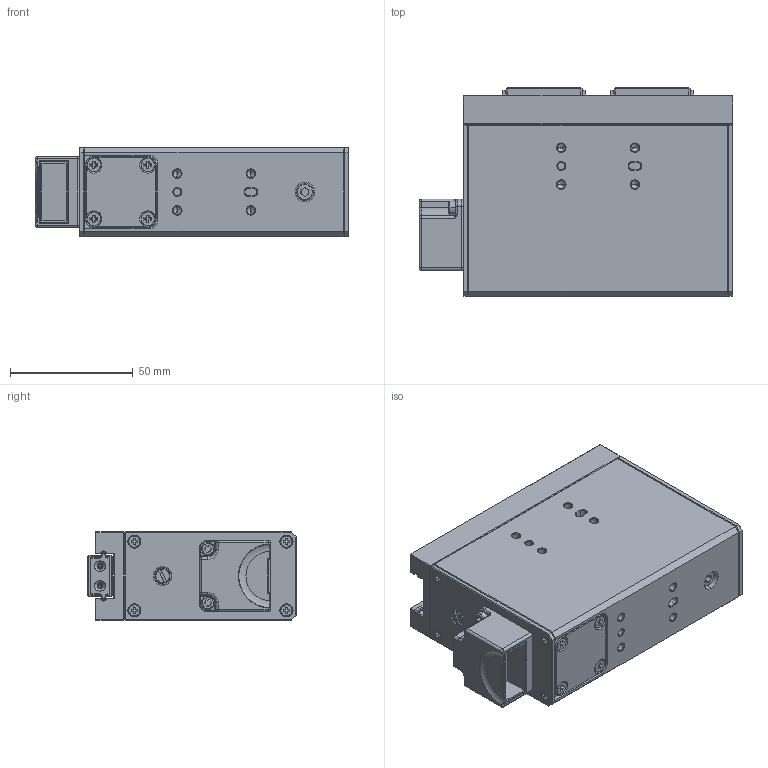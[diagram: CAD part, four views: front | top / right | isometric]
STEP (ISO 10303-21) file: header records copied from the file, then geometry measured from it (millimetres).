
FILE_DESCRIPTION (( 'STEP AP203' ), '1' );
FILE_NAME ('RM-GB-11-40-2 ¼Ð×¦ 1.1.STEP', '2020-10-19T01:15:33', ( '' ), ( '' ), 'SwSTEP 2.0', 'SolidWorks 2019', '' );
FILE_SCHEMA (( 'CONFIG_CONTROL_DESIGN' ));
Length unit declared in the file: millimetre
Products named in the file (19): MFT03-M3x6 埴翐囀鞠褒蹟佪; MSP01-GB014 保养槽盖_MSP01-GB014-40 保养槽盖40; MSP01-GB001 基座_40 基座（新）; MLS01-T8x2R&L-8 枍倛佪話_MLS01-T8x1R&L-8-40; MSP01-GB005 堤盄諳裔; MSP01-GB002 侧板（出线端）; MFT07-M3 粟銅賡; MSP02-GB006-2 賑輸; RM-GB-11-40-2 標蛈 1.1; MFT03-M3x8 埴翐囀鞠褒蹟佪; 拏宒堤盄芛俋褲; MFT02-M2.5x6 坋趼麥芛蹟佪; MSP02-GB006-1 絳寢_40 絳寢; MFT02-M3x6 坋趼麥芛蹟佪; MSP01-GB003 侧板（齿轮端）; MSP02-GB006-3 幗紩結輸; d1100-22p; 拏宒堤盄; MFT03-M4x12 埴翐囀鞠褒蹟佪
Assembly tree (42 placements, depth 3):
  RM-GB-11-40-2 標蛈 1.1
    MSP02-GB006-1 絳寢_40 絳寢
    MLS01-T8x2R&L-8 枍倛佪話_MLS01-T8x1R&L-8-40
    MSP02-GB006-2 賑輸  x2
    MSP01-GB001 基座_40 基座（新）
    MSP01-GB002 侧板（出线端）
    MSP01-GB003 侧板（齿轮端）
    拏宒堤盄
      d1100-22p
      拏宒堤盄芛俋褲
    MSP01-GB005 堤盄諳裔
    MSP02-GB006-3 幗紩結輸  x4
    MFT03-M3x8 埴翐囀鞠褒蹟佪  x6
    MFT07-M3 粟銅賡  x3
    MFT03-M3x6 埴翐囀鞠褒蹟佪  x2
    MFT02-M2.5x6 坋趼麥芛蹟佪  x8
    MFT02-M3x6 坋趼麥芛蹟佪  x6
    MFT03-M4x12 埴翐囀鞠褒蹟佪
    MSP01-GB014 保养槽盖_MSP01-GB014-40 保养槽盖40
Bounding box: 128 x 85 x 36 mm (x, y, z)
Volume: 147899.2 mm3; surface area: 92018.5 mm2
Topology: 41 solids, 41 shells, 2600 faces, 5894 edges, 3371 vertices
Faces by surface type: plane 1328, cone 611, cylinder 592, torus 34, bspline 25, sphere 10
Entity records: 52162 total; most frequent: CARTESIAN_POINT 16140, DIRECTION 7167, ORIENTED_EDGE 6792, EDGE_CURVE 3396, AXIS2_PLACEMENT_3D 2576, VECTOR 2015, LINE 2015, VERTEX_POINT 1989
